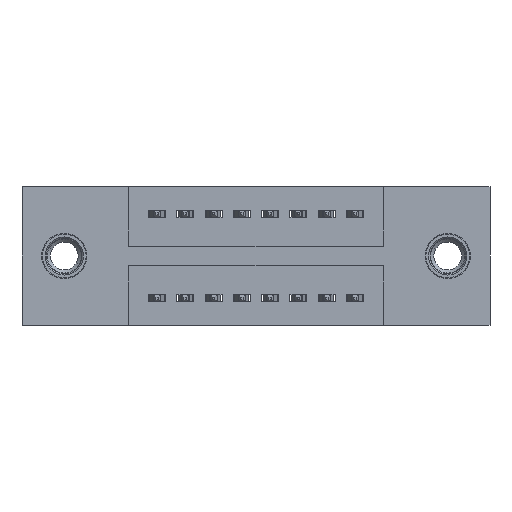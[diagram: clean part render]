
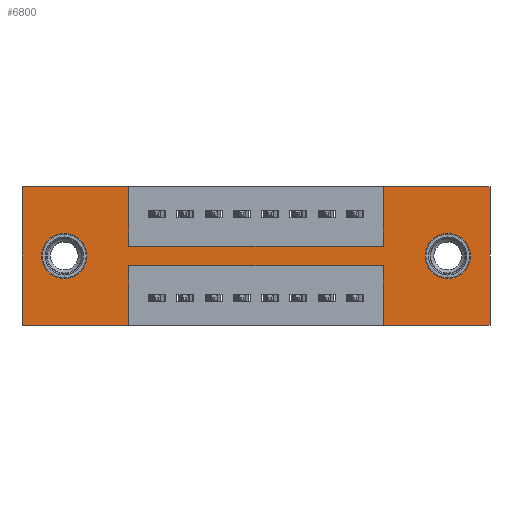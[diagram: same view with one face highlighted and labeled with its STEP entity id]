
A CAD part, front view. The second image highlights one B-rep face of the part: STEP entity #6800.
In plain terms, the highlighted planar face has unit normal (0, -1, 0).
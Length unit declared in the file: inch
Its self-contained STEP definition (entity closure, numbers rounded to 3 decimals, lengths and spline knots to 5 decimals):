
#9 = CARTESIAN_POINT ( 'NONE',  ( 0.3775, 0., -0.21 ) ) ;
#55 = DIRECTION ( 'NONE',  ( 1., 0., 0. ) ) ;
#114 = AXIS2_PLACEMENT_3D ( 'NONE', #10013, #5027, #2476 ) ;
#229 = VERTEX_POINT ( 'NONE', #3368 ) ;
#251 = LINE ( 'NONE', #5665, #1546 ) ;
#259 = DIRECTION ( 'NONE',  ( -1., 0., 0. ) ) ;
#404 = CIRCLE ( 'NONE', #6537, 0.08 ) ;
#413 = VECTOR ( 'NONE', #9731, 39.37008 ) ;
#423 = VECTOR ( 'NONE', #3137, 39.37008 ) ;
#449 = ORIENTED_EDGE ( 'NONE', *, *, #10584, .F. ) ;
#461 = EDGE_CURVE ( 'NONE', #5859, #4831, #6361, .T. ) ;
#541 = VECTOR ( 'NONE', #3143, 39.37008 ) ;
#627 = CARTESIAN_POINT ( 'NONE',  ( 0., 0., -0.49 ) ) ;
#679 = CARTESIAN_POINT ( 'NONE',  ( 0.1495, 0., -0.325 ) ) ;
#684 = LINE ( 'NONE', #10262, #1975 ) ;
#698 = DIRECTION ( 'NONE',  ( 0., 0., -1. ) ) ;
#751 = LINE ( 'NONE', #3275, #8515 ) ;
#773 = DIRECTION ( 'NONE',  ( 0., 0., 1. ) ) ;
#971 = VERTEX_POINT ( 'NONE', #6282 ) ;
#1132 = DIRECTION ( 'NONE',  ( 0., 0., -1. ) ) ;
#1134 = CARTESIAN_POINT ( 'NONE',  ( 0., 0., -0.49 ) ) ;
#1242 = EDGE_CURVE ( 'NONE', #4831, #971, #751, .T. ) ;
#1259 = CARTESIAN_POINT ( 'NONE',  ( 1.2775, 0., -0.28 ) ) ;
#1354 = ORIENTED_EDGE ( 'NONE', *, *, #4140, .T. ) ;
#1373 = ORIENTED_EDGE ( 'NONE', *, *, #3403, .F. ) ;
#1502 = DIRECTION ( 'NONE',  ( 1., 0., 0. ) ) ;
#1539 = CARTESIAN_POINT ( 'NONE',  ( 0.3775, 0., -0.28 ) ) ;
#1546 = VECTOR ( 'NONE', #1502, 39.37008 ) ;
#1561 = DIRECTION ( 'NONE',  ( 0., 1., 0. ) ) ;
#1922 = VECTOR ( 'NONE', #1132, 39.37008 ) ;
#1975 = VECTOR ( 'NONE', #2846, 39.37008 ) ;
#2246 = ORIENTED_EDGE ( 'NONE', *, *, #9372, .F. ) ;
#2338 = CARTESIAN_POINT ( 'NONE',  ( 0.1495, 0., -0.245 ) ) ;
#2399 = CARTESIAN_POINT ( 'NONE',  ( 0., 0., -0.49 ) ) ;
#2432 = CARTESIAN_POINT ( 'NONE',  ( 1.5055, 0., -0.245 ) ) ;
#2435 = VECTOR ( 'NONE', #3448, 39.37008 ) ;
#2475 = DIRECTION ( 'NONE',  ( 0., 0., 1. ) ) ;
#2476 = DIRECTION ( 'NONE',  ( 0., 0., -1. ) ) ;
#2604 = CARTESIAN_POINT ( 'NONE',  ( 1.2775, 0., -0.21 ) ) ;
#2607 = VERTEX_POINT ( 'NONE', #7052 ) ;
#2703 = LINE ( 'NONE', #3215, #541 ) ;
#2846 = DIRECTION ( 'NONE',  ( 0., 0., -1. ) ) ;
#2886 = EDGE_LOOP ( 'NONE', ( #1354, #9022 ) ) ;
#3093 = VECTOR ( 'NONE', #2475, 39.37008 ) ;
#3107 = LINE ( 'NONE', #1134, #3615 ) ;
#3137 = DIRECTION ( 'NONE',  ( 0., 0., 1. ) ) ;
#3140 = ORIENTED_EDGE ( 'NONE', *, *, #9994, .F. ) ;
#3143 = DIRECTION ( 'NONE',  ( -1., 0., 0. ) ) ;
#3176 = EDGE_CURVE ( 'NONE', #971, #5907, #684, .T. ) ;
#3183 = DIRECTION ( 'NONE',  ( 0., 0., -1. ) ) ;
#3215 = CARTESIAN_POINT ( 'NONE',  ( 0.3775, 0., -0.28 ) ) ;
#3275 = CARTESIAN_POINT ( 'NONE',  ( 0., 0., 0. ) ) ;
#3368 = CARTESIAN_POINT ( 'NONE',  ( 1.5055, 0., -0.325 ) ) ;
#3403 = EDGE_CURVE ( 'NONE', #4661, #5859, #3107, .T. ) ;
#3448 = DIRECTION ( 'NONE',  ( 0., 0., 1. ) ) ;
#3578 = CIRCLE ( 'NONE', #4861, 0.08 ) ;
#3610 = ORIENTED_EDGE ( 'NONE', *, *, #3632, .F. ) ;
#3615 = VECTOR ( 'NONE', #259, 39.37008 ) ;
#3632 = EDGE_CURVE ( 'NONE', #8807, #7958, #10023, .T. ) ;
#3688 = ORIENTED_EDGE ( 'NONE', *, *, #10251, .F. ) ;
#3863 = LINE ( 'NONE', #10529, #413 ) ;
#3870 = CARTESIAN_POINT ( 'NONE',  ( 1.655, 0., 0. ) ) ;
#3901 = ORIENTED_EDGE ( 'NONE', *, *, #4126, .F. ) ;
#3971 = VERTEX_POINT ( 'NONE', #9513 ) ;
#4052 = DIRECTION ( 'NONE',  ( -1., 0., 0. ) ) ;
#4093 = DIRECTION ( 'NONE',  ( 0., 1., 0. ) ) ;
#4126 = EDGE_CURVE ( 'NONE', #8775, #4661, #3863, .T. ) ;
#4140 = EDGE_CURVE ( 'NONE', #10498, #4704, #5055, .T. ) ;
#4522 = ORIENTED_EDGE ( 'NONE', *, *, #6811, .F. ) ;
#4635 = VECTOR ( 'NONE', #4052, 39.37008 ) ;
#4661 = VERTEX_POINT ( 'NONE', #9820 ) ;
#4704 = VERTEX_POINT ( 'NONE', #679 ) ;
#4831 = VERTEX_POINT ( 'NONE', #8284 ) ;
#4861 = AXIS2_PLACEMENT_3D ( 'NONE', #9125, #4093, #773 ) ;
#4947 = CARTESIAN_POINT ( 'NONE',  ( 0., 0., 0. ) ) ;
#4949 = ORIENTED_EDGE ( 'NONE', *, *, #8831, .T. ) ;
#5027 = DIRECTION ( 'NONE',  ( 0., -1., 0. ) ) ;
#5039 = EDGE_CURVE ( 'NONE', #9854, #3971, #7407, .T. ) ;
#5055 = CIRCLE ( 'NONE', #9053, 0.08 ) ;
#5059 = PLANE ( 'NONE',  #114 ) ;
#5405 = ORIENTED_EDGE ( 'NONE', *, *, #3176, .F. ) ;
#5665 = CARTESIAN_POINT ( 'NONE',  ( 0., 0., 0. ) ) ;
#5859 = VERTEX_POINT ( 'NONE', #627 ) ;
#5891 = VERTEX_POINT ( 'NONE', #3870 ) ;
#5907 = VERTEX_POINT ( 'NONE', #7284 ) ;
#5951 = CARTESIAN_POINT ( 'NONE',  ( 1.5055, 0., -0.165 ) ) ;
#6052 = VECTOR ( 'NONE', #7569, 39.37008 ) ;
#6073 = CARTESIAN_POINT ( 'NONE',  ( 1.655, 0., 0. ) ) ;
#6235 = CIRCLE ( 'NONE', #9600, 0.08 ) ;
#6282 = CARTESIAN_POINT ( 'NONE',  ( 0.3775, 0., 0. ) ) ;
#6361 = LINE ( 'NONE', #4947, #3093 ) ;
#6430 = FACE_BOUND ( 'NONE', #2886, .T. ) ;
#6433 = EDGE_LOOP ( 'NONE', ( #6839, #4949 ) ) ;
#6473 = CARTESIAN_POINT ( 'NONE',  ( 1.2775, 0., -0.21 ) ) ;
#6537 = AXIS2_PLACEMENT_3D ( 'NONE', #2432, #1561, #3183 ) ;
#6800 = ADVANCED_FACE ( 'NONE', ( #8791, #6430, #8533 ), #5059, .T. ) ;
#6811 = EDGE_CURVE ( 'NONE', #5907, #9854, #8656, .T. ) ;
#6822 = ORIENTED_EDGE ( 'NONE', *, *, #461, .F. ) ;
#6839 = ORIENTED_EDGE ( 'NONE', *, *, #9438, .T. ) ;
#7047 = ORIENTED_EDGE ( 'NONE', *, *, #1242, .F. ) ;
#7052 = CARTESIAN_POINT ( 'NONE',  ( 1.655, 0., -0.49 ) ) ;
#7223 = CARTESIAN_POINT ( 'NONE',  ( 0.1495, 0., -0.165 ) ) ;
#7284 = CARTESIAN_POINT ( 'NONE',  ( 0.3775, 0., -0.21 ) ) ;
#7294 = DIRECTION ( 'NONE',  ( 0., 1., 0. ) ) ;
#7304 = VERTEX_POINT ( 'NONE', #5951 ) ;
#7407 = LINE ( 'NONE', #2604, #2435 ) ;
#7569 = DIRECTION ( 'NONE',  ( 1., 0., 0. ) ) ;
#7958 = VERTEX_POINT ( 'NONE', #1259 ) ;
#8044 = CARTESIAN_POINT ( 'NONE',  ( 1.2775, 0., -0.28 ) ) ;
#8075 = DIRECTION ( 'NONE',  ( 0., 0., 1. ) ) ;
#8225 = CARTESIAN_POINT ( 'NONE',  ( 1.5055, 0., -0.245 ) ) ;
#8284 = CARTESIAN_POINT ( 'NONE',  ( 0., 0., 0. ) ) ;
#8515 = VECTOR ( 'NONE', #55, 39.37008 ) ;
#8533 = FACE_OUTER_BOUND ( 'NONE', #8793, .T. ) ;
#8656 = LINE ( 'NONE', #9, #6052 ) ;
#8775 = VERTEX_POINT ( 'NONE', #1539 ) ;
#8791 = FACE_BOUND ( 'NONE', #6433, .T. ) ;
#8793 = EDGE_LOOP ( 'NONE', ( #9920, #4522, #5405, #7047, #6822, #1373, #3901, #2246, #3610, #3140, #3688, #449 ) ) ;
#8807 = VERTEX_POINT ( 'NONE', #9867 ) ;
#8831 = EDGE_CURVE ( 'NONE', #229, #7304, #6235, .T. ) ;
#9022 = ORIENTED_EDGE ( 'NONE', *, *, #9996, .T. ) ;
#9053 = AXIS2_PLACEMENT_3D ( 'NONE', #2338, #10704, #8075 ) ;
#9125 = CARTESIAN_POINT ( 'NONE',  ( 0.1495, 0., -0.245 ) ) ;
#9372 = EDGE_CURVE ( 'NONE', #7958, #8775, #2703, .T. ) ;
#9438 = EDGE_CURVE ( 'NONE', #7304, #229, #404, .T. ) ;
#9513 = CARTESIAN_POINT ( 'NONE',  ( 1.2775, 0., 0. ) ) ;
#9600 = AXIS2_PLACEMENT_3D ( 'NONE', #8225, #7294, #698 ) ;
#9728 = LINE ( 'NONE', #2399, #4635 ) ;
#9731 = DIRECTION ( 'NONE',  ( 0., 0., -1. ) ) ;
#9820 = CARTESIAN_POINT ( 'NONE',  ( 0.3775, 0., -0.49 ) ) ;
#9854 = VERTEX_POINT ( 'NONE', #6473 ) ;
#9867 = CARTESIAN_POINT ( 'NONE',  ( 1.2775, 0., -0.49 ) ) ;
#9920 = ORIENTED_EDGE ( 'NONE', *, *, #5039, .F. ) ;
#9994 = EDGE_CURVE ( 'NONE', #2607, #8807, #9728, .T. ) ;
#9996 = EDGE_CURVE ( 'NONE', #4704, #10498, #3578, .T. ) ;
#10013 = CARTESIAN_POINT ( 'NONE',  ( 0., 0., -0.49 ) ) ;
#10023 = LINE ( 'NONE', #8044, #423 ) ;
#10130 = LINE ( 'NONE', #6073, #1922 ) ;
#10251 = EDGE_CURVE ( 'NONE', #5891, #2607, #10130, .T. ) ;
#10262 = CARTESIAN_POINT ( 'NONE',  ( 0.3775, 0., -0.21 ) ) ;
#10498 = VERTEX_POINT ( 'NONE', #7223 ) ;
#10529 = CARTESIAN_POINT ( 'NONE',  ( 0.3775, 0., -0.28 ) ) ;
#10584 = EDGE_CURVE ( 'NONE', #3971, #5891, #251, .T. ) ;
#10704 = DIRECTION ( 'NONE',  ( 0., 1., 0. ) ) ;
